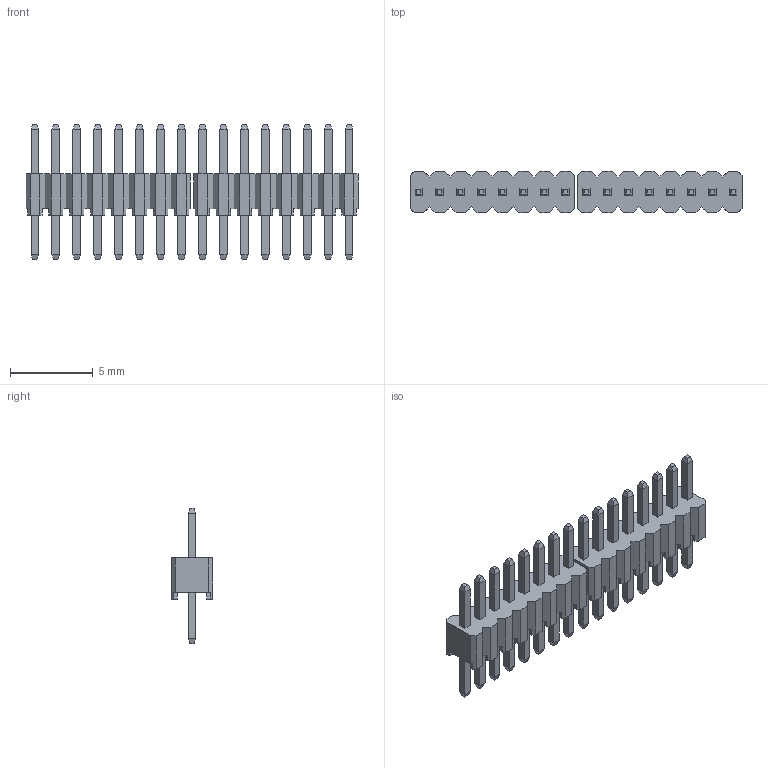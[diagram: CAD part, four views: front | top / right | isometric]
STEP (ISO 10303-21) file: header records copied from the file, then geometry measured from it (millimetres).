
FILE_DESCRIPTION(/* description */ (''),/* implementation_level */ '2;1');
FILE_NAME(/* name */ 'Header - 1x16 0.05 TH Low Prof (3mm) - Adam Tech HPH1-B-16-U v4.step',/* time_stamp */ '2023-02-10T09:25:49Z',/* author */ (''),/* organization */ (''),/* preprocessor_version */ 'ST-DEVELOPER v19.2',/* originating_system */ 'Autodesk Translation Framework v11.17.0.187',/* authorisation */ '');
FILE_SCHEMA (('AUTOMOTIVE_DESIGN { 1 0 10303 214 3 1 1 }'));
Length unit declared in the file: millimetre
Products named in the file (2): Header - 1x16 0.05 TH Low Prof (3mm) - Adam Tech HPH1-B-16-U; 1x08
Assembly tree (2 placements, depth 2):
  Header - 1x16 0.05 TH Low Prof (3mm) - Adam Tech HPH1-B-16-U
    1x08  x2
Bounding box: 20.12 x 2.5 x 8.2 mm (x, y, z)
Volume: 120.4 mm3; surface area: 536 mm2
Topology: 18 solids, 18 shells, 520 faces, 1324 edges, 840 vertices
Faces by surface type: plane 520
Entity records: 7693 total; most frequent: CARTESIAN_POINT 1346, ORIENTED_EDGE 1324, DIRECTION 1190, LINE 662, VECTOR 662, EDGE_CURVE 662, VERTEX_POINT 420, EDGE_LOOP 276
